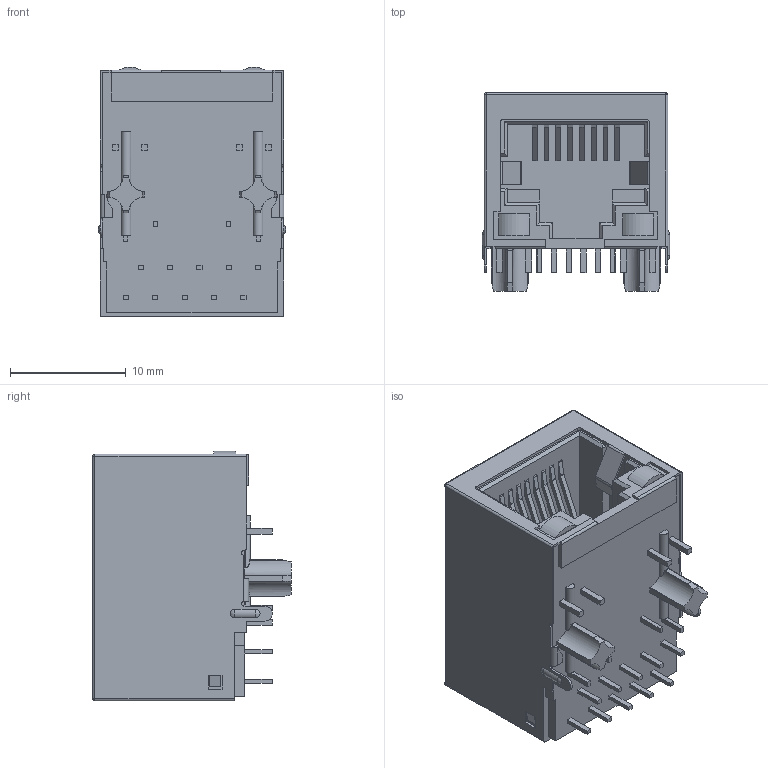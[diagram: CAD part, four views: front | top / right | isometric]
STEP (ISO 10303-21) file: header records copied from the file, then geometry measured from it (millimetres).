
FILE_DESCRIPTION(/* description */ (''),/* implementation_level */ '2;1');
FILE_NAME(/* name */ 'Gigabit Ethernet Port, RPi4ModelB_v2.step',/* time_stamp */ '2023-01-28T13:11:04-08:00',/* author */ (''),/* organization */ (''),/* preprocessor_version */ 'ST-DEVELOPER v19.2',/* originating_system */ 'Autodesk Translation Framework v11.17.0.187',/* authorisation */ '');
FILE_SCHEMA (('AUTOMOTIVE_DESIGN { 1 0 10303 214 3 1 1 }'));
Length unit declared in the file: millimetre
Products named in the file (5): Gigabit Ethernet Port, RPi4ModelB; pins; LEDs; Shell; Plastic
Assembly tree (4 placements, depth 2):
  Gigabit Ethernet Port, RPi4ModelB
    pins
    LEDs
    Shell
    Plastic
Bounding box: 16.2 x 17.2 x 21.59 mm (x, y, z)
Volume: 3491 mm3; surface area: 2603 mm2
Topology: 31 solids, 31 shells, 447 faces, 1100 edges, 720 vertices
Faces by surface type: plane 375, cylinder 64, sphere 8
Entity records: 13234 total; most frequent: CARTESIAN_POINT 2363, ORIENTED_EDGE 2198, DIRECTION 2159, EDGE_CURVE 1099, LINE 935, VECTOR 935, VERTEX_POINT 720, AXIS2_PLACEMENT_3D 612
